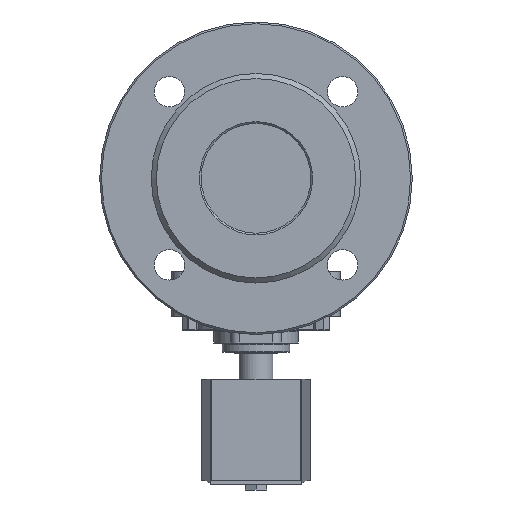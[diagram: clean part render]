
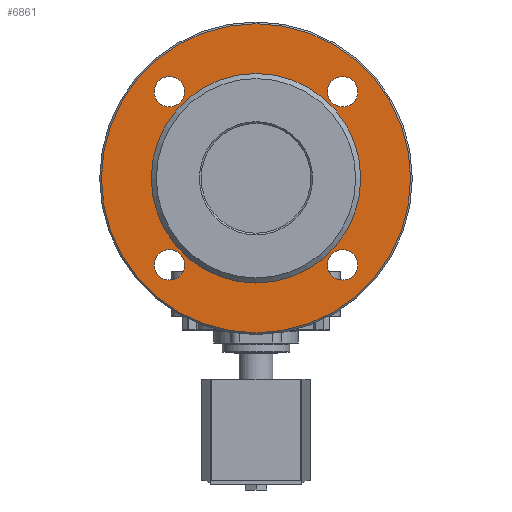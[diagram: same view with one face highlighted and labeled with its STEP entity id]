
A CAD part, left-side view. The second image highlights one B-rep face of the part: STEP entity #6861.
In plain terms, the highlighted planar face has unit normal (-1, 0, 0).
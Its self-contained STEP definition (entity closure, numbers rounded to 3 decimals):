
#180=FACE_BOUND('',#2386,.T.);
#181=FACE_BOUND('',#2387,.T.);
#182=FACE_BOUND('',#2388,.T.);
#183=FACE_BOUND('',#2389,.T.);
#184=FACE_BOUND('',#2390,.T.);
#439=PLANE('',#7558);
#1970=FACE_OUTER_BOUND('',#2385,.T.);
#2385=EDGE_LOOP('',(#6050));
#2386=EDGE_LOOP('',(#6051));
#2387=EDGE_LOOP('',(#6052));
#2388=EDGE_LOOP('',(#6053));
#2389=EDGE_LOOP('',(#6054));
#2390=EDGE_LOOP('',(#6055));
#2655=CIRCLE('',#7557,91.5);
#2656=CIRCLE('',#7559,62.);
#2657=CIRCLE('',#7560,9.);
#2658=CIRCLE('',#7561,9.);
#2659=CIRCLE('',#7562,9.);
#2660=CIRCLE('',#7563,9.);
#3248=VERTEX_POINT('',#12820);
#3249=VERTEX_POINT('',#12824);
#3250=VERTEX_POINT('',#12826);
#3251=VERTEX_POINT('',#12828);
#3252=VERTEX_POINT('',#12830);
#3253=VERTEX_POINT('',#12832);
#4184=EDGE_CURVE('',#3248,#3248,#2655,.T.);
#4185=EDGE_CURVE('',#3249,#3249,#2656,.T.);
#4186=EDGE_CURVE('',#3250,#3250,#2657,.T.);
#4187=EDGE_CURVE('',#3251,#3251,#2658,.T.);
#4188=EDGE_CURVE('',#3252,#3252,#2659,.T.);
#4189=EDGE_CURVE('',#3253,#3253,#2660,.T.);
#6050=ORIENTED_EDGE('',*,*,#4184,.F.);
#6051=ORIENTED_EDGE('',*,*,#4185,.F.);
#6052=ORIENTED_EDGE('',*,*,#4186,.F.);
#6053=ORIENTED_EDGE('',*,*,#4187,.F.);
#6054=ORIENTED_EDGE('',*,*,#4188,.F.);
#6055=ORIENTED_EDGE('',*,*,#4189,.F.);
#6861=ADVANCED_FACE('',(#1970,#180,#181,#182,#183,#184),#439,.F.);
#7557=AXIS2_PLACEMENT_3D('',#12822,#9417,#9418);
#7558=AXIS2_PLACEMENT_3D('',#12823,#9419,#9420);
#7559=AXIS2_PLACEMENT_3D('',#12825,#9421,#9422);
#7560=AXIS2_PLACEMENT_3D('',#12827,#9423,#9424);
#7561=AXIS2_PLACEMENT_3D('',#12829,#9425,#9426);
#7562=AXIS2_PLACEMENT_3D('',#12831,#9427,#9428);
#7563=AXIS2_PLACEMENT_3D('',#12833,#9429,#9430);
#9417=DIRECTION('center_axis',(1.,0.,0.));
#9418=DIRECTION('ref_axis',(0.,0.,1.));
#9419=DIRECTION('center_axis',(1.,0.,0.));
#9420=DIRECTION('ref_axis',(0.,0.,-1.));
#9421=DIRECTION('center_axis',(-1.,0.,0.));
#9422=DIRECTION('ref_axis',(0.,-1.,0.));
#9423=DIRECTION('center_axis',(-1.,0.,0.));
#9424=DIRECTION('ref_axis',(0.,0.,1.));
#9425=DIRECTION('center_axis',(-1.,0.,0.));
#9426=DIRECTION('ref_axis',(0.,0.,1.));
#9427=DIRECTION('center_axis',(-1.,0.,0.));
#9428=DIRECTION('ref_axis',(0.,0.,1.));
#9429=DIRECTION('center_axis',(-1.,0.,0.));
#9430=DIRECTION('ref_axis',(0.,0.,1.));
#12820=CARTESIAN_POINT('',(3.,0.,-91.5));
#12822=CARTESIAN_POINT('Origin',(3.,0.,0.));
#12823=CARTESIAN_POINT('Origin',(3.,0.,0.));
#12824=CARTESIAN_POINT('',(3.,62.,0.));
#12825=CARTESIAN_POINT('Origin',(3.,0.,0.));
#12826=CARTESIAN_POINT('',(3.,-51.265,42.265));
#12827=CARTESIAN_POINT('Origin',(3.,-51.265,51.265));
#12828=CARTESIAN_POINT('',(3.,51.265,42.265));
#12829=CARTESIAN_POINT('Origin',(3.,51.265,51.265));
#12830=CARTESIAN_POINT('',(3.,51.265,-60.265));
#12831=CARTESIAN_POINT('Origin',(3.,51.265,-51.265));
#12832=CARTESIAN_POINT('',(3.,-51.265,-60.265));
#12833=CARTESIAN_POINT('Origin',(3.,-51.265,-51.265));
